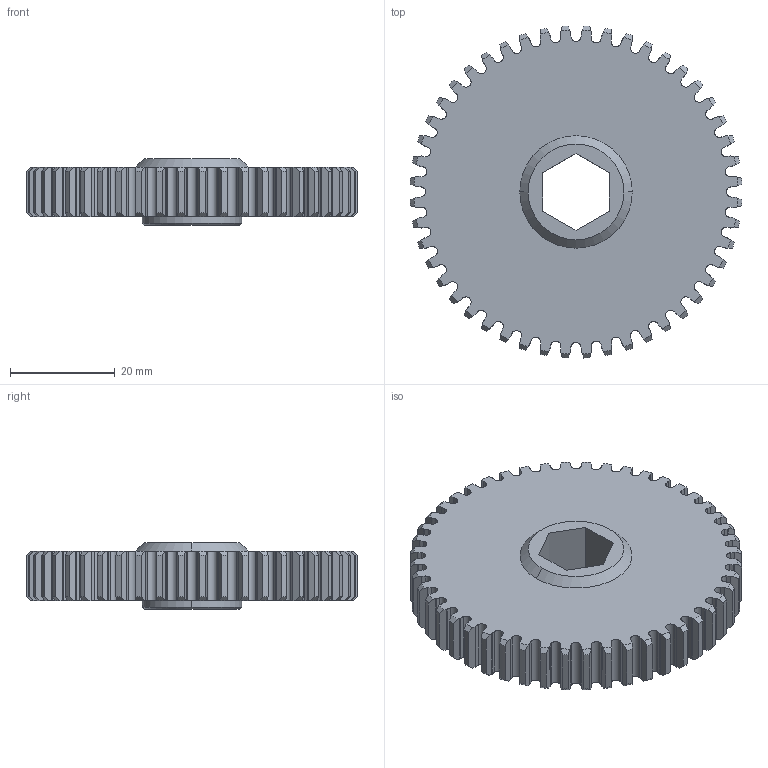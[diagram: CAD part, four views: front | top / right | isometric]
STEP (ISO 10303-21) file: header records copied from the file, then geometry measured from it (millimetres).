
FILE_DESCRIPTION (( 'STEP AP203' ), '1' );
FILE_NAME ('REV-21-1935_RevA.STEP', '2021-04-01T18:39:38', ( '' ), ( '' ), 'SwSTEP 2.0', 'SolidWorks 2019', '' );
FILE_SCHEMA (( 'CONFIG_CONTROL_DESIGN' ));
Length unit declared in the file: millimetre
Products named in the file (1): REV-21-1935_RevA
Bounding box: 63.43 x 63.43 x 12.7 mm (x, y, z)
Volume: 13109.3 mm3; surface area: 11136 mm2
Topology: 1 solids, 1 shells, 528 faces, 1566 edges, 1042 vertices
Faces by surface type: bspline 192, cylinder 121, plane 110, cone 101, torus 4
Entity records: 23432 total; most frequent: CARTESIAN_POINT 10679, ORIENTED_EDGE 3132, DIRECTION 1969, EDGE_CURVE 1566, VERTEX_POINT 1042, AXIS2_PLACEMENT_3D 692, B_SPLINE_CURVE_WITH_KNOTS 626, LINE 585
